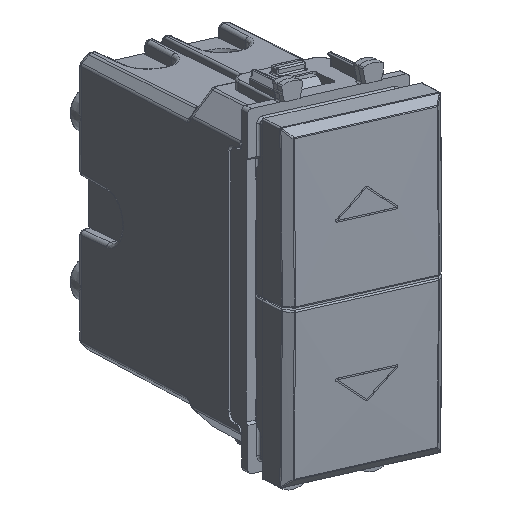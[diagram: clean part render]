
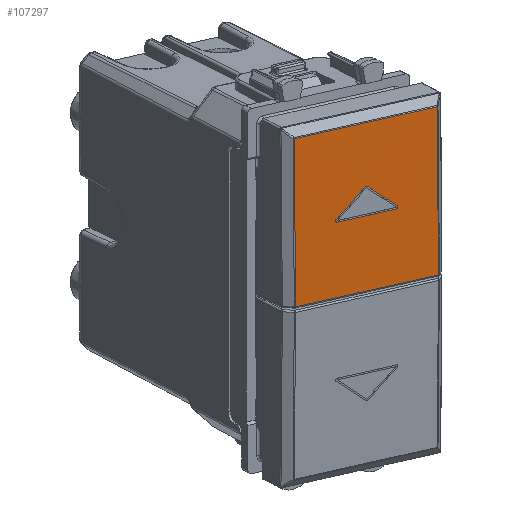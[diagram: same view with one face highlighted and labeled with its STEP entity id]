
A CAD part, top view. The second image highlights one B-rep face of the part: STEP entity #107297.
In plain terms, the highlighted cylindrical face has radius 835.15 mm (diameter 1670.3 mm), a partial arc.
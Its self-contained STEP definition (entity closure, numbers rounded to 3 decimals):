
#107167=CARTESIAN_POINT('Axis2P3D Location',(0.,0.132,834.75)) ;
#107202=CARTESIAN_POINT('Control Point',(-9.889,-0.443,-0.4)) ;
#107203=CARTESIAN_POINT('Control Point',(-9.889,-7.309,-0.395)) ;
#107204=CARTESIAN_POINT('Control Point',(-9.89,-14.176,-0.306)) ;
#107205=CARTESIAN_POINT('Control Point',(-9.891,-21.04,-0.132)) ;
#107206=CARTESIAN_POINT('Vertex',(-9.891,-21.04,-0.132)) ;
#107208=CARTESIAN_POINT('Vertex',(-9.889,-0.443,-0.4)) ;
#107211=CARTESIAN_POINT('Line Origine',(0.,-0.443,-0.4)) ;
#107215=CARTESIAN_POINT('Vertex',(9.889,-0.443,-0.4)) ;
#107219=CARTESIAN_POINT('Control Point',(9.889,-0.443,-0.4)) ;
#107220=CARTESIAN_POINT('Control Point',(9.889,-7.309,-0.395)) ;
#107221=CARTESIAN_POINT('Control Point',(9.89,-14.176,-0.306)) ;
#107222=CARTESIAN_POINT('Control Point',(9.891,-21.04,-0.132)) ;
#107223=CARTESIAN_POINT('Vertex',(9.891,-21.04,-0.132)) ;
#107226=CARTESIAN_POINT('Line Origine',(0.,-21.04,-0.132)) ;
#107238=CARTESIAN_POINT('Control Point',(-4.1,-9.692,-0.342)) ;
#107239=CARTESIAN_POINT('Control Point',(-4.199,-9.692,-0.342)) ;
#107240=CARTESIAN_POINT('Control Point',(-4.3,-9.753,-0.342)) ;
#107241=CARTESIAN_POINT('Control Point',(-4.343,-9.879,-0.34)) ;
#107242=CARTESIAN_POINT('Control Point',(-4.301,-9.989,-0.339)) ;
#107243=CARTESIAN_POINT('Control Point',(-4.223,-10.05,-0.338)) ;
#107244=CARTESIAN_POINT('Vertex',(-4.1,-9.692,-0.342)) ;
#107246=CARTESIAN_POINT('Vertex',(-4.223,-10.05,-0.338)) ;
#107250=CARTESIAN_POINT('Control Point',(-0.123,-13.25,-0.293)) ;
#107251=CARTESIAN_POINT('Control Point',(-1.49,-12.183,-0.31)) ;
#107252=CARTESIAN_POINT('Control Point',(-2.856,-11.117,-0.325)) ;
#107253=CARTESIAN_POINT('Control Point',(-4.223,-10.05,-0.338)) ;
#107254=CARTESIAN_POINT('Vertex',(-0.123,-13.25,-0.293)) ;
#107258=CARTESIAN_POINT('Control Point',(0.123,-13.25,-0.293)) ;
#107259=CARTESIAN_POINT('Control Point',(0.071,-13.291,-0.292)) ;
#107260=CARTESIAN_POINT('Control Point',(0.,-13.309,-0.292)) ;
#107261=CARTESIAN_POINT('Control Point',(-0.071,-13.291,-0.292)) ;
#107262=CARTESIAN_POINT('Control Point',(-0.123,-13.25,-0.293)) ;
#107263=CARTESIAN_POINT('Vertex',(0.123,-13.25,-0.293)) ;
#107267=CARTESIAN_POINT('Control Point',(0.123,-13.25,-0.293)) ;
#107268=CARTESIAN_POINT('Control Point',(1.49,-12.183,-0.31)) ;
#107269=CARTESIAN_POINT('Control Point',(2.856,-11.117,-0.325)) ;
#107270=CARTESIAN_POINT('Control Point',(4.223,-10.05,-0.338)) ;
#107271=CARTESIAN_POINT('Vertex',(4.223,-10.05,-0.338)) ;
#107275=CARTESIAN_POINT('Control Point',(4.1,-9.692,-0.342)) ;
#107276=CARTESIAN_POINT('Control Point',(4.199,-9.692,-0.342)) ;
#107277=CARTESIAN_POINT('Control Point',(4.3,-9.753,-0.342)) ;
#107278=CARTESIAN_POINT('Control Point',(4.343,-9.879,-0.34)) ;
#107279=CARTESIAN_POINT('Control Point',(4.301,-9.989,-0.339)) ;
#107280=CARTESIAN_POINT('Control Point',(4.223,-10.05,-0.338)) ;
#107281=CARTESIAN_POINT('Vertex',(4.1,-9.692,-0.342)) ;
#107284=CARTESIAN_POINT('Line Origine',(0.,-9.692,-0.342)) ;
#107168=DIRECTION('Axis2P3D Direction',(-1.,0.,0.)) ;
#107169=DIRECTION('Axis2P3D XDirection',(0.,0.,-1.)) ;
#107212=DIRECTION('Vector Direction',(-1.,0.,0.)) ;
#107227=DIRECTION('Vector Direction',(-1.,0.,0.)) ;
#107285=DIRECTION('Vector Direction',(-1.,0.,0.)) ;
#107170=AXIS2_PLACEMENT_3D('Cylinder Axis2P3D',#107167,#107168,#107169) ;
#107232=ORIENTED_EDGE('',*,*,#107210,.T.) ;
#107233=ORIENTED_EDGE('',*,*,#107217,.T.) ;
#107234=ORIENTED_EDGE('',*,*,#107225,.T.) ;
#107235=ORIENTED_EDGE('',*,*,#107230,.T.) ;
#107290=ORIENTED_EDGE('',*,*,#107248,.T.) ;
#107291=ORIENTED_EDGE('',*,*,#107256,.F.) ;
#107292=ORIENTED_EDGE('',*,*,#107265,.F.) ;
#107293=ORIENTED_EDGE('',*,*,#107273,.T.) ;
#107294=ORIENTED_EDGE('',*,*,#107283,.F.) ;
#107295=ORIENTED_EDGE('',*,*,#107288,.T.) ;
#107296=FACE_BOUND('',#107289,.T.) ;
#107213=VECTOR('Line Direction',#107212,1.) ;
#107228=VECTOR('Line Direction',#107227,1.) ;
#107286=VECTOR('Line Direction',#107285,1.) ;
#107297=ADVANCED_FACE('PartBody',(#107236,#107296),#107171,.T.) ;
#107201=B_SPLINE_CURVE_WITH_KNOTS('',3,(#107202,#107203,#107204,#107205),.UNSPECIFIED.,.F.,.U.,(4,4),(7.579,43.241),.UNSPECIFIED.) ;
#107218=B_SPLINE_CURVE_WITH_KNOTS('',3,(#107219,#107220,#107221,#107222),.UNSPECIFIED.,.F.,.U.,(4,4),(7.579,43.241),.UNSPECIFIED.) ;
#107237=B_SPLINE_CURVE_WITH_KNOTS('',5,(#107238,#107239,#107240,#107241,#107242,#107243),.UNSPECIFIED.,.F.,.U.,(6,6),(0.,0.7),.UNSPECIFIED.) ;
#107249=B_SPLINE_CURVE_WITH_KNOTS('',3,(#107250,#107251,#107252,#107253),.UNSPECIFIED.,.F.,.U.,(4,4),(0.,7.356),.UNSPECIFIED.) ;
#107257=B_SPLINE_CURVE_WITH_KNOTS('',4,(#107258,#107259,#107260,#107261,#107262),.UNSPECIFIED.,.F.,.U.,(5,5),(0.,0.374),.UNSPECIFIED.) ;
#107266=B_SPLINE_CURVE_WITH_KNOTS('',3,(#107267,#107268,#107269,#107270),.UNSPECIFIED.,.F.,.U.,(4,4),(0.,7.356),.UNSPECIFIED.) ;
#107274=B_SPLINE_CURVE_WITH_KNOTS('',5,(#107275,#107276,#107277,#107278,#107279,#107280),.UNSPECIFIED.,.F.,.U.,(6,6),(0.,0.7),.UNSPECIFIED.) ;
#107171=CYLINDRICAL_SURFACE('generated cylinder',#107170,835.15) ;
#107210=EDGE_CURVE('',#107207,#107209,#107201,.F.) ;
#107217=EDGE_CURVE('',#107209,#107216,#107214,.F.) ;
#107225=EDGE_CURVE('',#107216,#107224,#107218,.T.) ;
#107230=EDGE_CURVE('',#107224,#107207,#107229,.T.) ;
#107248=EDGE_CURVE('',#107245,#107247,#107237,.T.) ;
#107256=EDGE_CURVE('',#107255,#107247,#107249,.T.) ;
#107265=EDGE_CURVE('',#107264,#107255,#107257,.T.) ;
#107273=EDGE_CURVE('',#107264,#107272,#107266,.T.) ;
#107283=EDGE_CURVE('',#107282,#107272,#107274,.T.) ;
#107288=EDGE_CURVE('',#107282,#107245,#107287,.T.) ;
#107231=EDGE_LOOP('',(#107232,#107233,#107234,#107235)) ;
#107289=EDGE_LOOP('',(#107290,#107291,#107292,#107293,#107294,#107295)) ;
#107236=FACE_OUTER_BOUND('',#107231,.T.) ;
#107214=LINE('Line',#107211,#107213) ;
#107229=LINE('Line',#107226,#107228) ;
#107287=LINE('Line',#107284,#107286) ;
#107207=VERTEX_POINT('',#107206) ;
#107209=VERTEX_POINT('',#107208) ;
#107216=VERTEX_POINT('',#107215) ;
#107224=VERTEX_POINT('',#107223) ;
#107245=VERTEX_POINT('',#107244) ;
#107247=VERTEX_POINT('',#107246) ;
#107255=VERTEX_POINT('',#107254) ;
#107264=VERTEX_POINT('',#107263) ;
#107272=VERTEX_POINT('',#107271) ;
#107282=VERTEX_POINT('',#107281) ;
